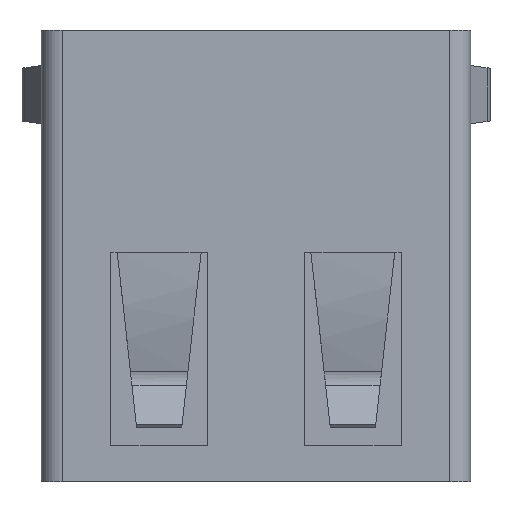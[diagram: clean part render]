
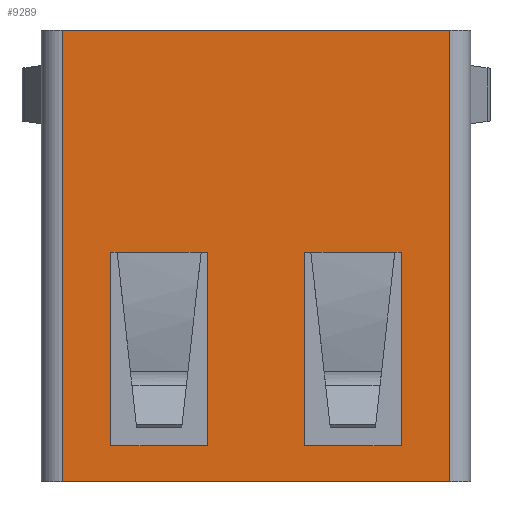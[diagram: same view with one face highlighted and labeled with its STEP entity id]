
A CAD part, front view. The second image highlights one B-rep face of the part: STEP entity #9289.
In plain terms, the highlighted planar face has unit normal (0, -1, 0).
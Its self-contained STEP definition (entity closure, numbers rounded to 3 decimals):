
#556=FACE_BOUND('',#1216,.T.);
#557=FACE_BOUND('',#1217,.T.);
#702=FACE_OUTER_BOUND('',#1215,.T.);
#1215=EDGE_LOOP('',(#6784,#6785,#6786,#6787));
#1216=EDGE_LOOP('',(#6788,#6789,#6790,#6791,#6792,#6793));
#1217=EDGE_LOOP('',(#6794,#6795,#6796,#6797,#6798,#6799));
#1795=LINE('',#12876,#2861);
#1836=LINE('',#13026,#2902);
#1842=LINE('',#13038,#2908);
#1859=LINE('',#13103,#2925);
#1864=LINE('',#13114,#2930);
#1883=LINE('',#13183,#2949);
#1892=LINE('',#13197,#2958);
#1915=LINE('',#13244,#2981);
#1916=LINE('',#13245,#2982);
#1917=LINE('',#13246,#2983);
#1918=LINE('',#13248,#2984);
#1919=LINE('',#13249,#2985);
#1920=LINE('',#13250,#2986);
#1921=LINE('',#13252,#2987);
#1922=LINE('',#13254,#2988);
#1923=LINE('',#13255,#2989);
#2861=VECTOR('',#10615,10.);
#2902=VECTOR('',#10802,10.);
#2908=VECTOR('',#10812,10.);
#2925=VECTOR('',#10873,10.);
#2930=VECTOR('',#10882,10.);
#2949=VECTOR('',#10945,10.);
#2958=VECTOR('',#10964,10.);
#2981=VECTOR('',#11021,10.);
#2982=VECTOR('',#11022,10.);
#2983=VECTOR('',#11023,10.);
#2984=VECTOR('',#11024,10.);
#2985=VECTOR('',#11025,10.);
#2986=VECTOR('',#11026,10.);
#2987=VECTOR('',#11027,10.);
#2988=VECTOR('',#11028,10.);
#2989=VECTOR('',#11029,10.);
#3910=VERTEX_POINT('',#12873);
#3911=VERTEX_POINT('',#12875);
#3946=VERTEX_POINT('',#13023);
#3947=VERTEX_POINT('',#13025);
#3950=VERTEX_POINT('',#13035);
#3951=VERTEX_POINT('',#13037);
#3966=VERTEX_POINT('',#13074);
#3980=VERTEX_POINT('',#13111);
#3981=VERTEX_POINT('',#13113);
#3996=VERTEX_POINT('',#13151);
#4009=VERTEX_POINT('',#13181);
#4015=VERTEX_POINT('',#13242);
#4016=VERTEX_POINT('',#13243);
#4017=VERTEX_POINT('',#13247);
#4018=VERTEX_POINT('',#13251);
#4019=VERTEX_POINT('',#13253);
#4879=EDGE_CURVE('',#3910,#3911,#1795,.T.);
#4954=EDGE_CURVE('',#3947,#3946,#1836,.T.);
#4960=EDGE_CURVE('',#3951,#3950,#1842,.T.);
#4993=EDGE_CURVE('',#3966,#3947,#1859,.T.);
#4998=EDGE_CURVE('',#3981,#3980,#1864,.T.);
#5033=EDGE_CURVE('',#3996,#4009,#1883,.T.);
#5042=EDGE_CURVE('',#3980,#3996,#1892,.T.);
#5065=EDGE_CURVE('',#4015,#4016,#1915,.T.);
#5066=EDGE_CURVE('',#4015,#3911,#1916,.T.);
#5067=EDGE_CURVE('',#4016,#3910,#1917,.T.);
#5068=EDGE_CURVE('',#3946,#4017,#1918,.T.);
#5069=EDGE_CURVE('',#4017,#3951,#1919,.T.);
#5070=EDGE_CURVE('',#3950,#3966,#1920,.T.);
#5071=EDGE_CURVE('',#4018,#3981,#1921,.T.);
#5072=EDGE_CURVE('',#4009,#4019,#1922,.T.);
#5073=EDGE_CURVE('',#4019,#4018,#1923,.T.);
#6784=ORIENTED_EDGE('',*,*,#5065,.F.);
#6785=ORIENTED_EDGE('',*,*,#5066,.T.);
#6786=ORIENTED_EDGE('',*,*,#4879,.F.);
#6787=ORIENTED_EDGE('',*,*,#5067,.F.);
#6788=ORIENTED_EDGE('',*,*,#4954,.T.);
#6789=ORIENTED_EDGE('',*,*,#5068,.T.);
#6790=ORIENTED_EDGE('',*,*,#5069,.T.);
#6791=ORIENTED_EDGE('',*,*,#4960,.T.);
#6792=ORIENTED_EDGE('',*,*,#5070,.T.);
#6793=ORIENTED_EDGE('',*,*,#4993,.T.);
#6794=ORIENTED_EDGE('',*,*,#5071,.T.);
#6795=ORIENTED_EDGE('',*,*,#4998,.T.);
#6796=ORIENTED_EDGE('',*,*,#5042,.T.);
#6797=ORIENTED_EDGE('',*,*,#5033,.T.);
#6798=ORIENTED_EDGE('',*,*,#5072,.T.);
#6799=ORIENTED_EDGE('',*,*,#5073,.T.);
#8906=PLANE('',#9953);
#9289=ADVANCED_FACE('',(#702,#556,#557),#8906,.T.);
#9953=AXIS2_PLACEMENT_3D('',#13241,#11019,#11020);
#10615=DIRECTION('',(1.,0.,0.));
#10802=DIRECTION('',(0.,0.,-1.));
#10812=DIRECTION('',(1.,0.,0.));
#10873=DIRECTION('',(1.,0.,0.));
#10882=DIRECTION('',(1.,0.,0.));
#10945=DIRECTION('',(1.,0.,0.));
#10964=DIRECTION('',(1.,0.,0.));
#11019=DIRECTION('center_axis',(0.,-1.,0.));
#11020=DIRECTION('ref_axis',(1.,0.,0.));
#11021=DIRECTION('',(-1.,0.,0.));
#11022=DIRECTION('',(0.,0.,1.));
#11023=DIRECTION('',(0.,0.,1.));
#11024=DIRECTION('',(-1.,0.,0.));
#11025=DIRECTION('',(0.,0.,1.));
#11026=DIRECTION('',(1.,0.,0.));
#11027=DIRECTION('',(0.,0.,1.));
#11028=DIRECTION('',(0.,0.,-1.));
#11029=DIRECTION('',(-1.,0.,0.));
#12873=CARTESIAN_POINT('',(-6.,-2.83,14.));
#12875=CARTESIAN_POINT('',(6.,-2.83,14.));
#12876=CARTESIAN_POINT('',(6.65,-2.83,14.));
#13023=CARTESIAN_POINT('',(-1.5,-2.83,1.12));
#13025=CARTESIAN_POINT('',(-1.5,-2.83,7.12));
#13026=CARTESIAN_POINT('',(-1.5,-2.83,3.56));
#13035=CARTESIAN_POINT('',(-4.3,-2.83,7.12));
#13037=CARTESIAN_POINT('',(-4.5,-2.83,7.12));
#13038=CARTESIAN_POINT('',(-5.25,-2.83,7.12));
#13074=CARTESIAN_POINT('',(-1.7,-2.83,7.12));
#13103=CARTESIAN_POINT('',(-5.25,-2.83,7.12));
#13111=CARTESIAN_POINT('',(1.7,-2.83,7.12));
#13113=CARTESIAN_POINT('',(1.5,-2.83,7.12));
#13114=CARTESIAN_POINT('',(-2.25,-2.83,7.12));
#13151=CARTESIAN_POINT('',(4.3,-2.83,7.12));
#13181=CARTESIAN_POINT('',(4.5,-2.83,7.12));
#13183=CARTESIAN_POINT('',(-2.25,-2.83,7.12));
#13197=CARTESIAN_POINT('',(-2.25,-2.83,7.12));
#13241=CARTESIAN_POINT('Origin',(-6.,-2.83,0.));
#13242=CARTESIAN_POINT('',(6.,-2.83,0.));
#13243=CARTESIAN_POINT('',(-6.,-2.83,0.));
#13244=CARTESIAN_POINT('',(6.65,-2.83,0.));
#13245=CARTESIAN_POINT('',(6.,-2.83,0.));
#13246=CARTESIAN_POINT('',(-6.,-2.83,0.));
#13247=CARTESIAN_POINT('',(-4.5,-2.83,1.12));
#13248=CARTESIAN_POINT('',(-3.75,-2.83,1.12));
#13249=CARTESIAN_POINT('',(-4.5,-2.83,0.56));
#13250=CARTESIAN_POINT('',(-5.25,-2.83,7.12));
#13251=CARTESIAN_POINT('',(1.5,-2.83,1.12));
#13252=CARTESIAN_POINT('',(1.5,-2.83,0.56));
#13253=CARTESIAN_POINT('',(4.5,-2.83,1.12));
#13254=CARTESIAN_POINT('',(4.5,-2.83,3.56));
#13255=CARTESIAN_POINT('',(-0.75,-2.83,1.12));
